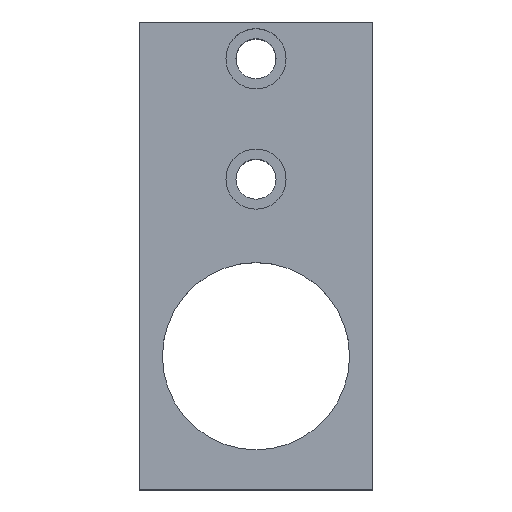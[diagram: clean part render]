
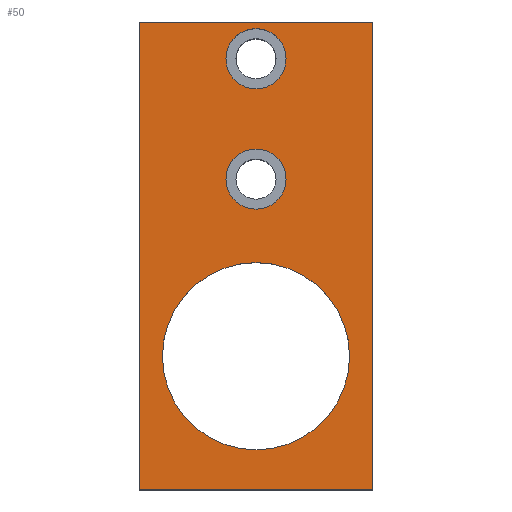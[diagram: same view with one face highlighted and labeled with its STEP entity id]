
A CAD part, top view. The second image highlights one B-rep face of the part: STEP entity #50.
In plain terms, the highlighted planar face has unit normal (0, 0, 1).
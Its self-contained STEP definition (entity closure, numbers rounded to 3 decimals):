
#9 = EDGE_LOOP ( 'NONE', ( #188, #636 ) ) ;
#14 = FACE_BOUND ( 'NONE', #127, .T. ) ;
#16 = DIRECTION ( 'NONE',  ( 1., 0., 0. ) ) ;
#19 = CARTESIAN_POINT ( 'NONE',  ( -9., 53., 87. ) ) ;
#20 = FACE_BOUND ( 'NONE', #9, .T. ) ;
#30 = EDGE_CURVE ( 'NONE', #439, #597, #192, .T. ) ;
#35 = VERTEX_POINT ( 'NONE', #623 ) ;
#38 = CIRCLE ( 'NONE', #625, 9. ) ;
#41 = EDGE_CURVE ( 'NONE', #35, #586, #183, .T. ) ;
#43 = DIRECTION ( 'NONE',  ( 1., 0., 0. ) ) ;
#50 = ADVANCED_FACE ( 'NONE', ( #20, #179, #122, #14 ), #131, .T. ) ;
#75 = EDGE_CURVE ( 'NONE', #316, #134, #38, .T. ) ;
#76 = CIRCLE ( 'NONE', #518, 28. ) ;
#97 = ORIENTED_EDGE ( 'NONE', *, *, #605, .T. ) ;
#100 = DIRECTION ( 'NONE',  ( 0., 0., 1. ) ) ;
#107 = CARTESIAN_POINT ( 'NONE',  ( -28., 0., 87. ) ) ;
#122 = FACE_OUTER_BOUND ( 'NONE', #484, .T. ) ;
#127 = EDGE_LOOP ( 'NONE', ( #359, #145 ) ) ;
#131 = PLANE ( 'NONE',  #590 ) ;
#132 = LINE ( 'NONE', #193, #458 ) ;
#134 = VERTEX_POINT ( 'NONE', #306 ) ;
#142 = DIRECTION ( 'NONE',  ( 1., 0., 0. ) ) ;
#143 = CARTESIAN_POINT ( 'NONE',  ( -35., -40., 87. ) ) ;
#145 = ORIENTED_EDGE ( 'NONE', *, *, #257, .F. ) ;
#153 = VECTOR ( 'NONE', #584, 1000. ) ;
#160 = CARTESIAN_POINT ( 'NONE',  ( 9., 89., 87. ) ) ;
#179 = FACE_BOUND ( 'NONE', #568, .T. ) ;
#181 = VECTOR ( 'NONE', #557, 1000. ) ;
#183 = LINE ( 'NONE', #632, #181 ) ;
#188 = ORIENTED_EDGE ( 'NONE', *, *, #75, .F. ) ;
#191 = VERTEX_POINT ( 'NONE', #143 ) ;
#192 = CIRCLE ( 'NONE', #281, 9. ) ;
#193 = CARTESIAN_POINT ( 'NONE',  ( -35., -40., 87. ) ) ;
#194 = AXIS2_PLACEMENT_3D ( 'NONE', #282, #392, #553 ) ;
#217 = DIRECTION ( 'NONE',  ( 0., 1., 0. ) ) ;
#232 = AXIS2_PLACEMENT_3D ( 'NONE', #561, #673, #16 ) ;
#234 = EDGE_CURVE ( 'NONE', #597, #439, #654, .T. ) ;
#257 = EDGE_CURVE ( 'NONE', #489, #272, #76, .T. ) ;
#272 = VERTEX_POINT ( 'NONE', #107 ) ;
#278 = VERTEX_POINT ( 'NONE', #437 ) ;
#280 = CARTESIAN_POINT ( 'NONE',  ( 0., 0., 87. ) ) ;
#281 = AXIS2_PLACEMENT_3D ( 'NONE', #685, #681, #509 ) ;
#282 = CARTESIAN_POINT ( 'NONE',  ( 0., 89., 87. ) ) ;
#291 = AXIS2_PLACEMENT_3D ( 'NONE', #649, #100, #43 ) ;
#306 = CARTESIAN_POINT ( 'NONE',  ( -9., 89., 87. ) ) ;
#316 = VERTEX_POINT ( 'NONE', #160 ) ;
#320 = DIRECTION ( 'NONE',  ( 0., 0., 1. ) ) ;
#334 = CARTESIAN_POINT ( 'NONE',  ( 28., 0., 87. ) ) ;
#335 = DIRECTION ( 'NONE',  ( 0., 0., 1. ) ) ;
#359 = ORIENTED_EDGE ( 'NONE', *, *, #525, .F. ) ;
#388 = EDGE_CURVE ( 'NONE', #278, #35, #543, .T. ) ;
#392 = DIRECTION ( 'NONE',  ( 0., 0., 1. ) ) ;
#400 = CARTESIAN_POINT ( 'NONE',  ( -35., 100., 87. ) ) ;
#412 = LINE ( 'NONE', #695, #153 ) ;
#422 = CARTESIAN_POINT ( 'NONE',  ( 0., 0., 87. ) ) ;
#435 = CARTESIAN_POINT ( 'NONE',  ( 35., 100., 87. ) ) ;
#437 = CARTESIAN_POINT ( 'NONE',  ( 35., -40., 87. ) ) ;
#439 = VERTEX_POINT ( 'NONE', #19 ) ;
#456 = CARTESIAN_POINT ( 'NONE',  ( 0., 89., 87. ) ) ;
#458 = VECTOR ( 'NONE', #142, 1000. ) ;
#471 = EDGE_CURVE ( 'NONE', #134, #316, #591, .T. ) ;
#478 = VECTOR ( 'NONE', #217, 1000. ) ;
#484 = EDGE_LOOP ( 'NONE', ( #628, #612, #580, #97 ) ) ;
#489 = VERTEX_POINT ( 'NONE', #334 ) ;
#509 = DIRECTION ( 'NONE',  ( 1., 0., 0. ) ) ;
#518 = AXIS2_PLACEMENT_3D ( 'NONE', #422, #320, #659 ) ;
#520 = CARTESIAN_POINT ( 'NONE',  ( 9., 53., 87. ) ) ;
#525 = EDGE_CURVE ( 'NONE', #272, #489, #577, .T. ) ;
#536 = ORIENTED_EDGE ( 'NONE', *, *, #234, .F. ) ;
#543 = LINE ( 'NONE', #435, #478 ) ;
#553 = DIRECTION ( 'NONE',  ( 1., 0., 0. ) ) ;
#557 = DIRECTION ( 'NONE',  ( -1., 0., 0. ) ) ;
#561 = CARTESIAN_POINT ( 'NONE',  ( 0., 0., 87. ) ) ;
#567 = DIRECTION ( 'NONE',  ( 1., 0., 0. ) ) ;
#568 = EDGE_LOOP ( 'NONE', ( #536, #600 ) ) ;
#577 = CIRCLE ( 'NONE', #232, 28. ) ;
#580 = ORIENTED_EDGE ( 'NONE', *, *, #642, .T. ) ;
#584 = DIRECTION ( 'NONE',  ( 0., -1., 0. ) ) ;
#586 = VERTEX_POINT ( 'NONE', #400 ) ;
#590 = AXIS2_PLACEMENT_3D ( 'NONE', #280, #335, #567 ) ;
#591 = CIRCLE ( 'NONE', #194, 9. ) ;
#597 = VERTEX_POINT ( 'NONE', #520 ) ;
#600 = ORIENTED_EDGE ( 'NONE', *, *, #30, .F. ) ;
#605 = EDGE_CURVE ( 'NONE', #191, #278, #132, .T. ) ;
#612 = ORIENTED_EDGE ( 'NONE', *, *, #41, .T. ) ;
#623 = CARTESIAN_POINT ( 'NONE',  ( 35., 100., 87. ) ) ;
#625 = AXIS2_PLACEMENT_3D ( 'NONE', #456, #644, #651 ) ;
#628 = ORIENTED_EDGE ( 'NONE', *, *, #388, .T. ) ;
#632 = CARTESIAN_POINT ( 'NONE',  ( -35., 100., 87. ) ) ;
#636 = ORIENTED_EDGE ( 'NONE', *, *, #471, .F. ) ;
#642 = EDGE_CURVE ( 'NONE', #586, #191, #412, .T. ) ;
#644 = DIRECTION ( 'NONE',  ( 0., 0., 1. ) ) ;
#649 = CARTESIAN_POINT ( 'NONE',  ( 0., 53., 87. ) ) ;
#651 = DIRECTION ( 'NONE',  ( 1., 0., 0. ) ) ;
#654 = CIRCLE ( 'NONE', #291, 9. ) ;
#659 = DIRECTION ( 'NONE',  ( 1., 0., 0. ) ) ;
#673 = DIRECTION ( 'NONE',  ( 0., 0., 1. ) ) ;
#681 = DIRECTION ( 'NONE',  ( 0., 0., 1. ) ) ;
#685 = CARTESIAN_POINT ( 'NONE',  ( 0., 53., 87. ) ) ;
#695 = CARTESIAN_POINT ( 'NONE',  ( -35., 100., 87. ) ) ;
